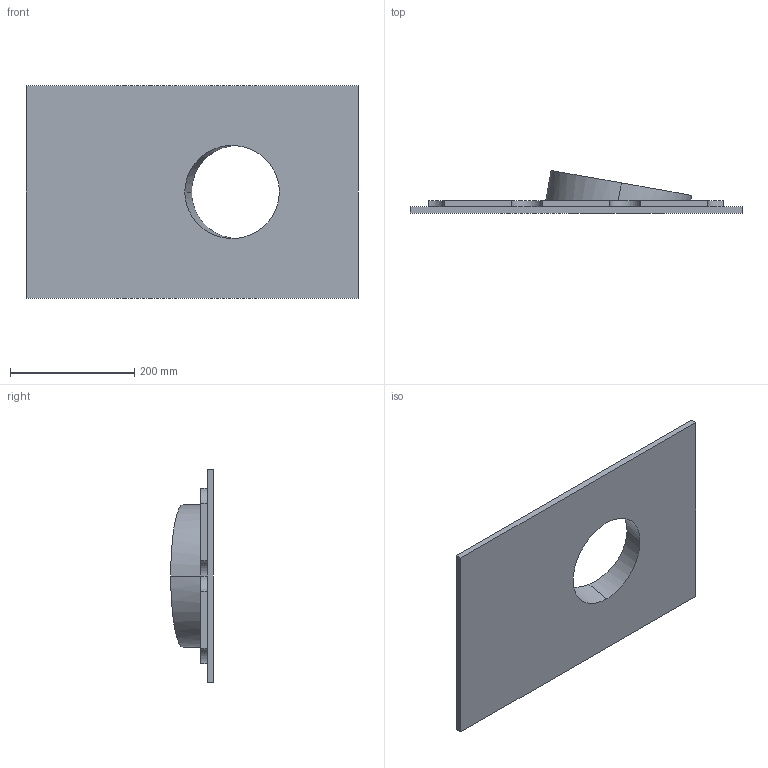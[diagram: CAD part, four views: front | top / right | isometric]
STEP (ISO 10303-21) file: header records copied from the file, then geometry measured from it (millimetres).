
FILE_DESCRIPTION(('produced by SPATIAL CORP'),'2;1');
FILE_NAME( 'top_cover.prt.hh.sat.stp' ,'2002-04-19T14:13:39+00:00',('SPATIAL CORP'),('SPATIAL CORP'), 'ACIS STEP Husk','http://www.spatial.com','SPATIAL CORP');
FILE_SCHEMA(('CONFIG_CONTROL_DESIGN'));
Length unit declared in the file: millimetre
Products named in the file (1): PRODUCT_ID_1
Bounding box: 535 x 68.6 x 343.2 mm (x, y, z)
Volume: 3438080.8 mm3; surface area: 409258 mm2
Topology: 1 solids, 1 shells, 38 faces, 102 edges, 68 vertices
Faces by surface type: cylinder 20, plane 18
Entity records: 1285 total; most frequent: CARTESIAN_POINT 286, ORIENTED_EDGE 204, DIRECTION 174, EDGE_CURVE 102, VERTEX_POINT 68, VECTOR 62, LINE 62, AXIS2_PLACEMENT_3D 56
